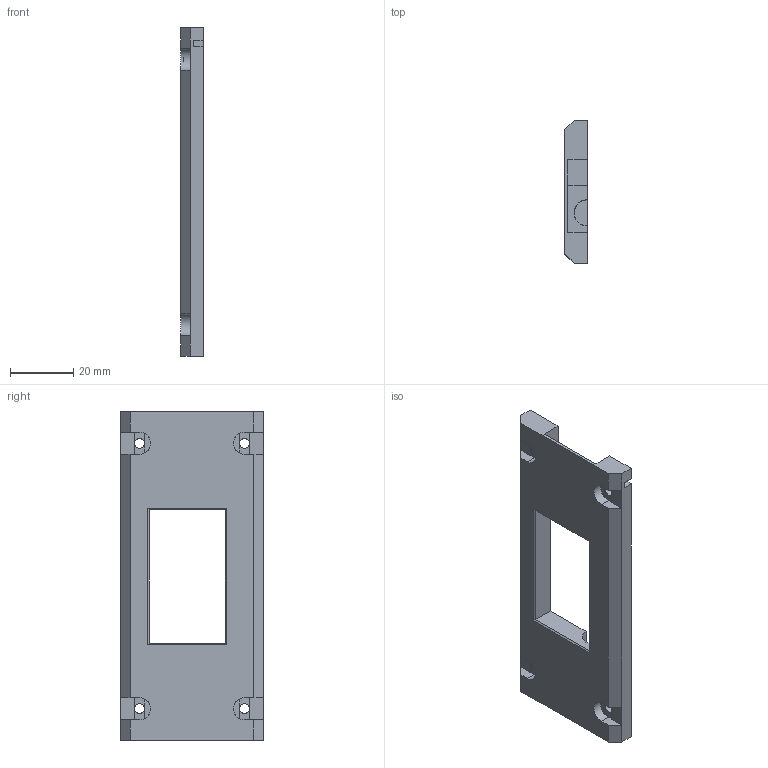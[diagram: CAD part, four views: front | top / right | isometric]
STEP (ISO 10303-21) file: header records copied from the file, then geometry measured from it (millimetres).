
FILE_DESCRIPTION(/* description */ ('Корпус заслонки для серво 9г'),/* implementation_level */ '2;1');
FILE_NAME(/* name */ 'UNIT_AIR_DAMPER_SRVO_9G_housing_halve_1.step',/* time_stamp */ '2025-09-24T19:42:10+03:00',/* author */ ('ruslanpavlucenko'),/* organization */ (''),/* preprocessor_version */ 'ST-DEVELOPER v19.2',/* originating_system */ 'Autodesk Inventor 2024',/* authorisation */ '');
FILE_SCHEMA (('AUTOMOTIVE_DESIGN { 1 0 10303 214 3 1 1 }'));
Length unit declared in the file: millimetre
Products named in the file (1): Твердое тело8
Bounding box: 7.15 x 45.2 x 104 mm (x, y, z)
Volume: 20623.8 mm3; surface area: 10692.3 mm2
Topology: 1 solids, 1 shells, 72 faces, 207 edges, 132 vertices
Faces by surface type: plane 63, cylinder 9
Full cylindrical faces by diameter (mm): 3.1 x4
Entity records: 2463 total; most frequent: ORIENTED_EDGE 414, CARTESIAN_POINT 412, DIRECTION 385, EDGE_CURVE 207, LINE 175, VECTOR 175, VERTEX_POINT 132, AXIS2_PLACEMENT_3D 105
